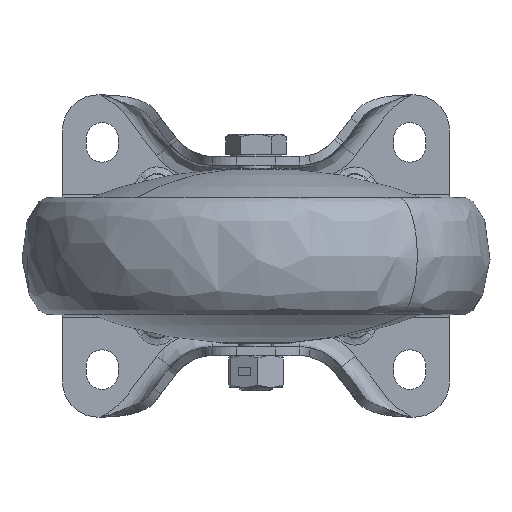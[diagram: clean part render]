
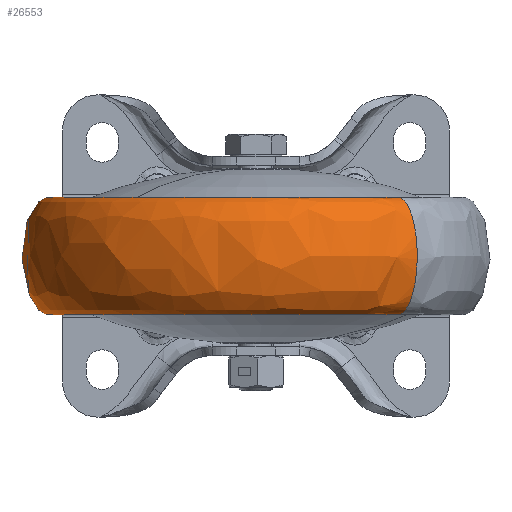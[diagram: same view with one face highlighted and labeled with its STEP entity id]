
A CAD part, front view. The second image highlights one B-rep face of the part: STEP entity #26553.
In plain terms, the highlighted free-form (B-spline) face has degree [3, 3] with [4, 4] control points.
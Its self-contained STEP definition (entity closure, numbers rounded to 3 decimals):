
#62 = CARTESIAN_POINT ( 'NONE',  ( -48.491, -58.825, 20. ) ) ;
#1293 = CARTESIAN_POINT ( 'NONE',  ( 48.491, -161.175, -20. ) ) ;
#1391 = CARTESIAN_POINT ( 'NONE',  ( 48.491, -161.175, -20. ) ) ;
#1497 = CARTESIAN_POINT ( 'NONE',  ( 0., -110., -20. ) ) ;
#1749 = EDGE_CURVE ( 'NONE', #10893, #6201, #24662, .T. ) ;
#1879 = CARTESIAN_POINT ( 'NONE',  ( -48.491, -58.825, -20. ) ) ;
#3687 = DIRECTION ( 'NONE',  ( 0., 0., 1. ) ) ;
#5810 = CARTESIAN_POINT ( 'NONE',  ( -68.375, -298.085, 20. ) ) ;
#6099 = ORIENTED_EDGE ( 'NONE', *, *, #14975, .F. ) ;
#6201 = VERTEX_POINT ( 'NONE', #9556 ) ;
#7034 = ORIENTED_EDGE ( 'NONE', *, *, #19028, .T. ) ;
#7912 = CARTESIAN_POINT ( 'NONE',  ( 48.491, -161.175, 20. ) ) ;
#8345 = CARTESIAN_POINT ( 'NONE',  ( -150.841, -155.807, -20. ) ) ;
#9556 = CARTESIAN_POINT ( 'NONE',  ( 48.491, -161.175, 20. ) ) ;
#9802 = CARTESIAN_POINT ( 'NONE',  ( -61.559, -45.033, 20. ) ) ;
#10893 = VERTEX_POINT ( 'NONE', #19322 ) ;
#11178 = EDGE_LOOP ( 'NONE', ( #28320, #7034, #13897, #6099 ) ) ;
#11707 = AXIS2_PLACEMENT_3D ( 'NONE', #15539, #3687, #12834 ) ;
#11914 = CARTESIAN_POINT ( 'NONE',  ( 61.559, -174.967, -20. ) ) ;
#12205 = CARTESIAN_POINT ( 'NONE',  ( -61.559, -45.033, -20. ) ) ;
#12503 = CARTESIAN_POINT ( 'NONE',  ( 48.491, -161.175, 20. ) ) ;
#12547 = CARTESIAN_POINT ( 'NONE',  ( -191.493, -168.152, 20. ) ) ;
#12834 = DIRECTION ( 'NONE',  ( -0.726, -0.688, 0. ) ) ;
#13897 = ORIENTED_EDGE ( 'NONE', *, *, #15491, .T. ) ;
#14975 = EDGE_CURVE ( 'NONE', #6201, #19163, #27973, .T. ) ;
#15491 = EDGE_CURVE ( 'NONE', #22319, #19163, #21681, .T. ) ;
#15539 = CARTESIAN_POINT ( 'NONE',  ( 0., -110., 20. ) ) ;
#16276 = CARTESIAN_POINT ( 'NONE',  ( -48.491, -58.825, -20. ) ) ;
#16604 = CARTESIAN_POINT ( 'NONE',  ( 48.491, -161.175, -20. ) ) ;
#16643 = CARTESIAN_POINT ( 'NONE',  ( -150.841, -155.807, 20. ) ) ;
#17080 = CARTESIAN_POINT ( 'NONE',  ( -61.559, -45.033, 20. ) ) ;
#17290 =( BOUNDED_SURFACE ( )  B_SPLINE_SURFACE ( 3, 3, ( 
 ( #18897, #16643, #28463, #7912 ),
 ( #17080, #12547, #5810, #19927 ),
 ( #19484, #24409, #29057, #28616 ),
 ( #1879, #8345, #29202, #1293 ) ),
 .UNSPECIFIED., .F., .F., .F. ) 
 B_SPLINE_SURFACE_WITH_KNOTS ( ( 4, 4 ),
 ( 4, 4 ),
 ( 0., 1. ),
 ( 0., 1. ),
 .UNSPECIFIED. ) 
 GEOMETRIC_REPRESENTATION_ITEM ( )  RATIONAL_B_SPLINE_SURFACE ( (
 ( 1., 0.333, 0.333, 1.),
 ( 0.333, 0.111, 0.111, 0.333),
 ( 0.333, 0.111, 0.111, 0.333),
 ( 1., 0.333, 0.333, 1.) ) ) 
 REPRESENTATION_ITEM ( '' )  SURFACE ( )  );
#17729 = DIRECTION ( 'NONE',  ( -0.726, -0.688, 0. ) ) ;
#18706 = CARTESIAN_POINT ( 'NONE',  ( -48.491, -58.825, -20. ) ) ;
#18859 = CARTESIAN_POINT ( 'NONE',  ( 61.559, -174.967, 20. ) ) ;
#18897 = CARTESIAN_POINT ( 'NONE',  ( -48.491, -58.825, 20. ) ) ;
#19028 = EDGE_CURVE ( 'NONE', #10893, #22319, #26818, .T. ) ;
#19163 = VERTEX_POINT ( 'NONE', #1391 ) ;
#19322 = CARTESIAN_POINT ( 'NONE',  ( -48.491, -58.825, 20. ) ) ;
#19484 = CARTESIAN_POINT ( 'NONE',  ( -61.559, -45.033, -20. ) ) ;
#19927 = CARTESIAN_POINT ( 'NONE',  ( 61.559, -174.967, 20. ) ) ;
#21681 = CIRCLE ( 'NONE', #27893, 70.5 ) ;
#22319 = VERTEX_POINT ( 'NONE', #16276 ) ;
#23373 = FACE_OUTER_BOUND ( 'NONE', #11178, .T. ) ;
#24409 = CARTESIAN_POINT ( 'NONE',  ( -191.493, -168.152, -20. ) ) ;
#24662 = CIRCLE ( 'NONE', #11707, 70.5 ) ;
#26553 = ADVANCED_FACE ( 'NONE', ( #23373 ), #17290, .T. ) ;
#26818 =( BOUNDED_CURVE ( )  B_SPLINE_CURVE ( 3, ( #62, #9802, #12205, #18706 ),
 .UNSPECIFIED., .F., .F. ) 
 B_SPLINE_CURVE_WITH_KNOTS ( ( 4, 4 ),
 ( 0., 1. ),
 .UNSPECIFIED. ) 
 CURVE ( )  GEOMETRIC_REPRESENTATION_ITEM ( )  RATIONAL_B_SPLINE_CURVE ( ( 1., 0.333, 0.333, 1. ) ) 
 REPRESENTATION_ITEM ( '' )  );
#27893 = AXIS2_PLACEMENT_3D ( 'NONE', #1497, #29257, #17729 ) ;
#27973 =( BOUNDED_CURVE ( )  B_SPLINE_CURVE ( 3, ( #12503, #18859, #11914, #16604 ),
 .UNSPECIFIED., .F., .F. ) 
 B_SPLINE_CURVE_WITH_KNOTS ( ( 4, 4 ),
 ( 0., 1. ),
 .UNSPECIFIED. ) 
 CURVE ( )  GEOMETRIC_REPRESENTATION_ITEM ( )  RATIONAL_B_SPLINE_CURVE ( ( 1., 0.333, 0.333, 1. ) ) 
 REPRESENTATION_ITEM ( '' )  );
#28320 = ORIENTED_EDGE ( 'NONE', *, *, #1749, .F. ) ;
#28463 = CARTESIAN_POINT ( 'NONE',  ( -53.859, -258.157, 20. ) ) ;
#28616 = CARTESIAN_POINT ( 'NONE',  ( 61.559, -174.967, -20. ) ) ;
#29057 = CARTESIAN_POINT ( 'NONE',  ( -68.375, -298.085, -20. ) ) ;
#29202 = CARTESIAN_POINT ( 'NONE',  ( -53.859, -258.157, -20. ) ) ;
#29257 = DIRECTION ( 'NONE',  ( 0., 0., 1. ) ) ;
